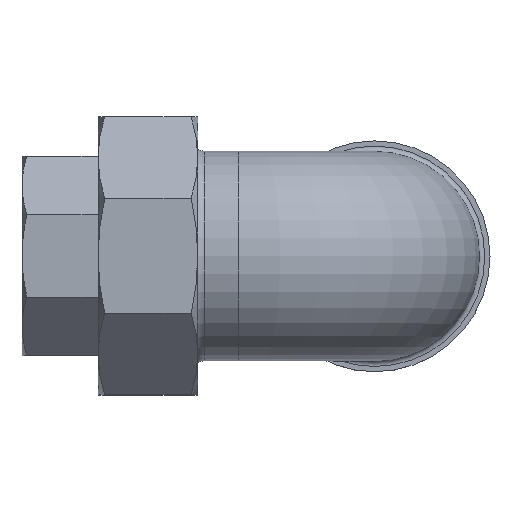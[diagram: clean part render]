
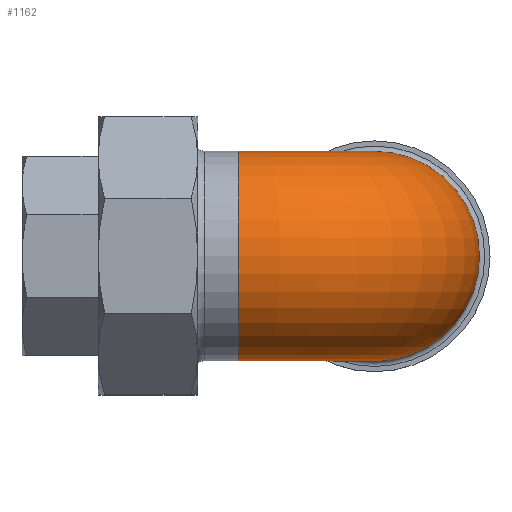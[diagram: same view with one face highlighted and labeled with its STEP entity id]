
A CAD part, top view. The second image highlights one B-rep face of the part: STEP entity #1162.
In plain terms, the highlighted toroidal (fillet/blend) face has major radius 26 mm and minor radius 20 mm.
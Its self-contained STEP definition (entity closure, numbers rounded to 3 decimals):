
#46=TOROIDAL_SURFACE('',#1363,26.,20.);
#235=FACE_OUTER_BOUND('',#321,.T.);
#321=EDGE_LOOP('',(#962,#963,#964,#965));
#392=CIRCLE('',#1340,20.);
#398=CIRCLE('',#1349,20.);
#406=CIRCLE('',#1364,6.);
#530=VERTEX_POINT('',#2452);
#535=VERTEX_POINT('',#2467);
#667=EDGE_CURVE('',#530,#530,#392,.T.);
#675=EDGE_CURVE('',#535,#535,#398,.T.);
#687=EDGE_CURVE('',#535,#530,#406,.T.);
#962=ORIENTED_EDGE('',*,*,#675,.F.);
#963=ORIENTED_EDGE('',*,*,#687,.T.);
#964=ORIENTED_EDGE('',*,*,#667,.T.);
#965=ORIENTED_EDGE('',*,*,#687,.F.);
#1162=ADVANCED_FACE('',(#235),#46,.T.);
#1340=AXIS2_PLACEMENT_3D('',#2453,#1590,#1591);
#1349=AXIS2_PLACEMENT_3D('',#2469,#1610,#1611);
#1363=AXIS2_PLACEMENT_3D('',#2493,#1642,#1643);
#1364=AXIS2_PLACEMENT_3D('',#2494,#1644,#1645);
#1590=DIRECTION('center_axis',(1.,0.,0.));
#1591=DIRECTION('ref_axis',(0.,1.,0.));
#1610=DIRECTION('center_axis',(0.,-1.,0.));
#1611=DIRECTION('ref_axis',(1.,0.,0.));
#1642=DIRECTION('center_axis',(0.,0.,-1.));
#1643=DIRECTION('ref_axis',(-1.,0.,0.));
#1644=DIRECTION('center_axis',(0.,0.,1.));
#1645=DIRECTION('ref_axis',(-1.,0.,0.));
#2452=CARTESIAN_POINT('',(19.,-20.,0.));
#2453=CARTESIAN_POINT('Origin',(19.,0.,0.));
#2467=CARTESIAN_POINT('',(25.,-26.,0.));
#2469=CARTESIAN_POINT('Origin',(45.,-26.,0.));
#2493=CARTESIAN_POINT('Origin',(19.,-26.,0.));
#2494=CARTESIAN_POINT('Origin',(19.,-26.,0.));
